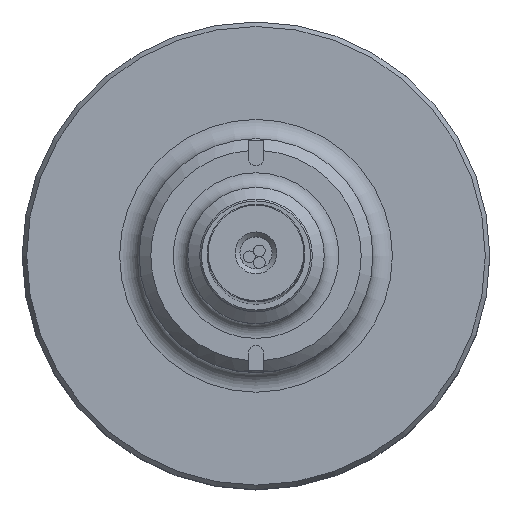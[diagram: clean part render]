
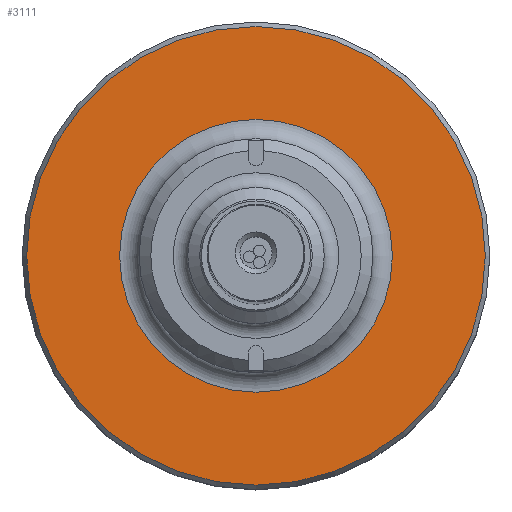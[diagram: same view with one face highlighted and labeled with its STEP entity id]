
A CAD part, top view. The second image highlights one B-rep face of the part: STEP entity #3111.
In plain terms, the highlighted planar face has unit normal (0, 0, 1).
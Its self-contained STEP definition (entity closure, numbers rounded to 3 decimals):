
#143 = PLANE ( 'NONE',  #2383 ) ;
#487 = FACE_OUTER_BOUND ( 'NONE', #2248, .T. ) ;
#705 = VERTEX_POINT ( 'NONE', #1090 ) ;
#752 = DIRECTION ( 'NONE',  ( 0., 0., -1. ) ) ;
#1090 = CARTESIAN_POINT ( 'NONE',  ( -23.538, 0., -6.1 ) ) ;
#1264 = ORIENTED_EDGE ( 'NONE', *, *, #3893, .T. ) ;
#1316 = ORIENTED_EDGE ( 'NONE', *, *, #2604, .T. ) ;
#1430 = DIRECTION ( 'NONE',  ( -1., 0., 0. ) ) ;
#1476 = CARTESIAN_POINT ( 'NONE',  ( 12., 0., -6.1 ) ) ;
#1505 = CIRCLE ( 'NONE', #3077, 14. ) ;
#1785 = CARTESIAN_POINT ( 'NONE',  ( 0., 0., -6.1 ) ) ;
#1814 = DIRECTION ( 'NONE',  ( -1., 0., 0. ) ) ;
#1854 = FACE_BOUND ( 'NONE', #3646, .T. ) ;
#2075 = CARTESIAN_POINT ( 'NONE',  ( 0., 0., -6.1 ) ) ;
#2094 = AXIS2_PLACEMENT_3D ( 'NONE', #2075, #4046, #2774 ) ;
#2248 = EDGE_LOOP ( 'NONE', ( #1264 ) ) ;
#2383 = AXIS2_PLACEMENT_3D ( 'NONE', #1476, #4108, #1814 ) ;
#2529 = VERTEX_POINT ( 'NONE', #3048 ) ;
#2604 = EDGE_CURVE ( 'NONE', #2529, #2529, #1505, .T. ) ;
#2774 = DIRECTION ( 'NONE',  ( -1., 0., 0. ) ) ;
#3048 = CARTESIAN_POINT ( 'NONE',  ( -14., 0., -6.1 ) ) ;
#3077 = AXIS2_PLACEMENT_3D ( 'NONE', #1785, #752, #1430 ) ;
#3111 = ADVANCED_FACE ( 'NONE', ( #1854, #487 ), #143, .F. ) ;
#3646 = EDGE_LOOP ( 'NONE', ( #1316 ) ) ;
#3893 = EDGE_CURVE ( 'NONE', #705, #705, #3953, .T. ) ;
#3953 = CIRCLE ( 'NONE', #2094, 23.538 ) ;
#4046 = DIRECTION ( 'NONE',  ( 0., 0., 1. ) ) ;
#4108 = DIRECTION ( 'NONE',  ( 0., 0., -1. ) ) ;
